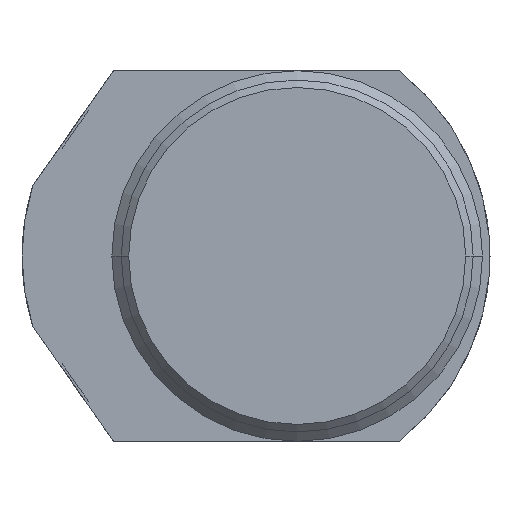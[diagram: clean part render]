
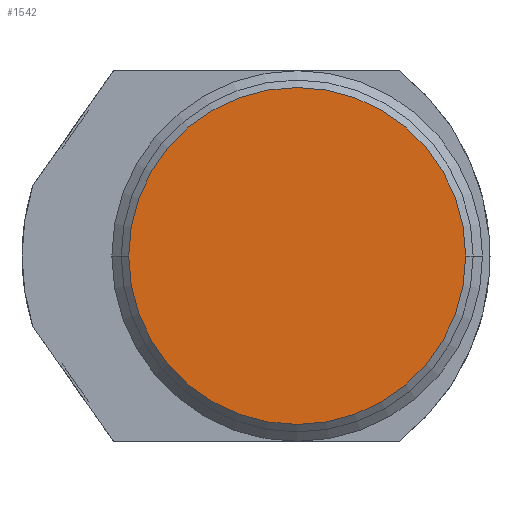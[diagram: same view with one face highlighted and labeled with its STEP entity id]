
A CAD part, left-side view. The second image highlights one B-rep face of the part: STEP entity #1542.
In plain terms, the highlighted planar face has unit normal (-1, 0, 0).
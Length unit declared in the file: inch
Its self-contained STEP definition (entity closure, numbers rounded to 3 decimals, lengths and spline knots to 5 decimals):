
#443=CARTESIAN_POINT('',(-2.5,-0.165,0.));
#444=DIRECTION('',(-1.,0.,0.));
#445=DIRECTION('',(0.,1.,0.));
#446=AXIS2_PLACEMENT_3D('',#443,#444,#445);
#461=CARTESIAN_POINT('',(-2.5,-0.165,0.));
#462=DIRECTION('',(1.,0.,0.));
#463=DIRECTION('',(0.,1.,0.));
#464=AXIS2_PLACEMENT_3D('',#461,#462,#463);
#912=CARTESIAN_POINT('',(-2.5,0.51,0.));
#913=CARTESIAN_POINT('',(-2.5,-0.84,0.));
#914=VERTEX_POINT('',#912);
#915=VERTEX_POINT('',#913);
#1532=CARTESIAN_POINT('',(-2.5,0.,0.));
#1533=DIRECTION('',(1.,0.,0.));
#1534=DIRECTION('',(0.,0.,-1.));
#1535=AXIS2_PLACEMENT_3D('',#1532,#1533,#1534);
#1536=PLANE('',#1535);
#1537=ORIENTED_EDGE('',*,*,#1522,.F.);
#1539=ORIENTED_EDGE('',*,*,#1538,.T.);
#1540=EDGE_LOOP('',(#1537,#1539));
#1541=FACE_OUTER_BOUND('',#1540,.F.);
#1542=ADVANCED_FACE('',(#1541),#1536,.F.);
#447=CIRCLE('',#446,0.675);
#465=CIRCLE('',#464,0.675);
#1522=EDGE_CURVE('',#914,#915,#447,.T.);
#1538=EDGE_CURVE('',#914,#915,#465,.T.);
